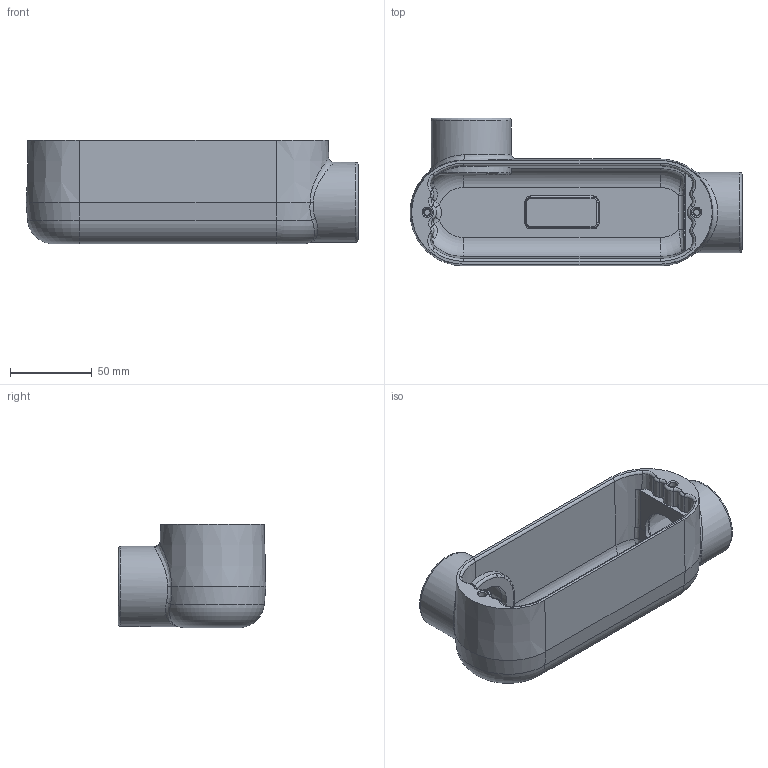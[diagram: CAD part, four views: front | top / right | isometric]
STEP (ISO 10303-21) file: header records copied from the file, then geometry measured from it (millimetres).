
FILE_DESCRIPTION(/* description */ (''),/* implementation_level */ '2;1');
FILE_NAME(/* name */ 'KIL_OLL-4.stp',/* time_stamp */ '2019-11-21T19:51:33+05:00',/* author */ ('kr'),/* organization */ (''),/* preprocessor_version */ 'ST-DEVELOPER v16.13',/* originating_system */ 'Autodesk Inventor 2018',/* authorisation */ '');
FILE_SCHEMA (('AUTOMOTIVE_DESIGN { 1 0 10303 214 3 1 1 }'));
Length unit declared in the file: inch
Products named in the file (1): 18248-1
Bounding box: 203.4 x 90.49 x 63.5 mm (x, y, z)
Volume: 191148.4 mm3; surface area: 81023.7 mm2
Topology: 1 solids, 1 shells, 158 faces, 380 edges, 226 vertices
Faces by surface type: torus 44, cylinder 35, bspline 30, plane 25, cone 22, sphere 2
Full cylindrical faces by diameter (mm): 33.884 x2, 49.225 x2
Entity records: 8498 total; most frequent: CARTESIAN_POINT 5006, DIRECTION 757, ORIENTED_EDGE 702, EDGE_CURVE 351, AXIS2_PLACEMENT_3D 341, VERTEX_POINT 217, CIRCLE 194, EDGE_LOOP 184
